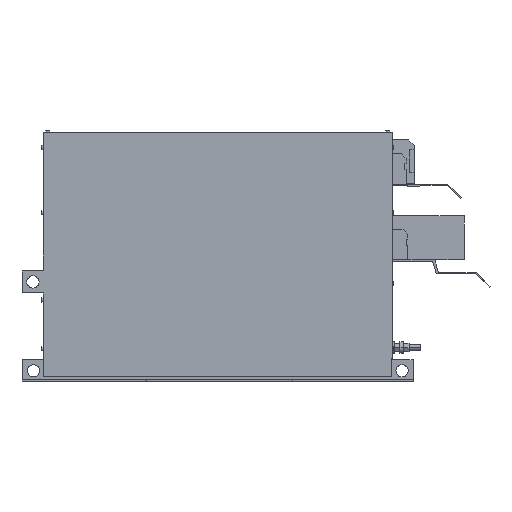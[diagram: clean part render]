
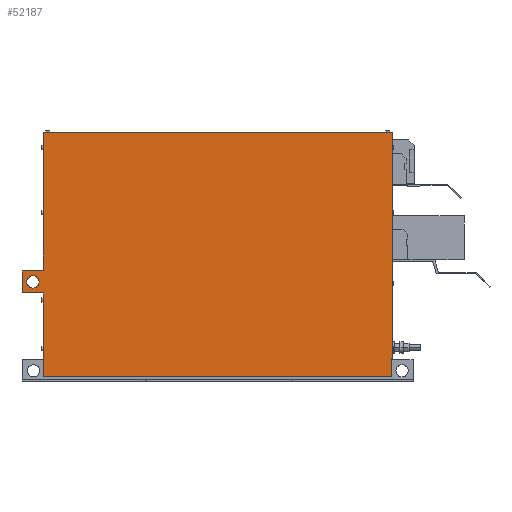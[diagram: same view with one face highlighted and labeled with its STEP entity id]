
A CAD part, front view. The second image highlights one B-rep face of the part: STEP entity #52187.
In plain terms, the highlighted planar face has unit normal (0, -1, 0).
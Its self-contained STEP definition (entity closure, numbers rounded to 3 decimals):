
#1154=DIRECTION('',(0.,0.,1.));
#1155=VECTOR('',#1154,278.1);
#1156=CARTESIAN_POINT('',(42.5,24.,227.9));
#1157=LINE('',#1156,#1155);
#1180=DIRECTION('',(0.,0.,1.));
#1181=VECTOR('',#1180,131.4);
#1182=CARTESIAN_POINT('',(42.5,24.,46.5));
#1183=LINE('',#1182,#1181);
#10993=DIRECTION('',(0.,0.,-1.));
#10994=VECTOR('',#10993,463.);
#10995=CARTESIAN_POINT('',(757.5,24.,509.));
#10996=LINE('',#10995,#10994);
#14339=CARTESIAN_POINT('',(21.6,24.,203.6));
#14340=DIRECTION('',(0.,1.,0.));
#14341=DIRECTION('',(0.,0.,1.));
#14342=AXIS2_PLACEMENT_3D('',#14339,#14340,#14341);
#14344=CARTESIAN_POINT('',(21.6,24.,203.6));
#14345=DIRECTION('',(0.,1.,0.));
#14346=DIRECTION('',(0.,0.,-1.));
#14347=AXIS2_PLACEMENT_3D('',#14344,#14345,#14346);
#14349=DIRECTION('',(1.,0.,0.));
#14350=VECTOR('',#14349,714.);
#14351=CARTESIAN_POINT('',(43.5,24.,509.));
#14352=LINE('',#14351,#14350);
#14353=DIRECTION('',(0.,0.,1.));
#14354=VECTOR('',#14353,36.2);
#14355=CARTESIAN_POINT('',(756.5,24.,9.8));
#14356=LINE('',#14355,#14354);
#14357=DIRECTION('',(1.,0.,0.));
#14358=VECTOR('',#14357,713.);
#14359=CARTESIAN_POINT('',(43.5,24.,9.8));
#14360=LINE('',#14359,#14358);
#14361=DIRECTION('',(0.,0.,-1.));
#14362=VECTOR('',#14361,36.7);
#14363=CARTESIAN_POINT('',(43.5,24.,46.5));
#14364=LINE('',#14363,#14362);
#14365=DIRECTION('',(1.,0.,0.));
#14366=VECTOR('',#14365,1.);
#14367=CARTESIAN_POINT('',(42.5,24.,46.5));
#14368=LINE('',#14367,#14366);
#14369=DIRECTION('',(0.,0.,-1.));
#14370=VECTOR('',#14369,3.2);
#14371=CARTESIAN_POINT('',(43.5,24.,181.1));
#14372=LINE('',#14371,#14370);
#14373=DIRECTION('',(1.,0.,0.));
#14374=VECTOR('',#14373,44.4);
#14375=CARTESIAN_POINT('',(-0.9,24.,181.1));
#14376=LINE('',#14375,#14374);
#14377=DIRECTION('',(0.,0.,-1.));
#14378=VECTOR('',#14377,45.);
#14379=CARTESIAN_POINT('',(-0.9,24.,226.1));
#14380=LINE('',#14379,#14378);
#14381=DIRECTION('',(-1.,0.,0.));
#14382=VECTOR('',#14381,44.4);
#14383=CARTESIAN_POINT('',(43.5,24.,226.1));
#14384=LINE('',#14383,#14382);
#14385=DIRECTION('',(0.,0.,-1.));
#14386=VECTOR('',#14385,1.8);
#14387=CARTESIAN_POINT('',(43.5,24.,227.9));
#14388=LINE('',#14387,#14386);
#14389=DIRECTION('',(1.,0.,0.));
#14390=VECTOR('',#14389,1.);
#14391=CARTESIAN_POINT('',(42.5,24.,227.9));
#14392=LINE('',#14391,#14390);
#14393=DIRECTION('',(0.,0.,-1.));
#14394=VECTOR('',#14393,3.);
#14395=CARTESIAN_POINT('',(43.5,24.,509.));
#14396=LINE('',#14395,#14394);
#14401=DIRECTION('',(-1.,0.,0.));
#14402=VECTOR('',#14401,1.);
#14403=CARTESIAN_POINT('',(757.5,24.,46.));
#14404=LINE('',#14403,#14402);
#15171=DIRECTION('',(1.,0.,0.));
#15172=VECTOR('',#15171,1.);
#15173=CARTESIAN_POINT('',(42.5,24.,177.9));
#15174=LINE('',#15173,#15172);
#15203=DIRECTION('',(1.,0.,0.));
#15204=VECTOR('',#15203,1.);
#15205=CARTESIAN_POINT('',(42.5,24.,506.));
#15206=LINE('',#15205,#15204);
#28837=CARTESIAN_POINT('',(43.5,24.,226.1));
#28838=CARTESIAN_POINT('',(-0.9,24.,226.1));
#28839=VERTEX_POINT('',#28837);
#28840=VERTEX_POINT('',#28838);
#28841=CARTESIAN_POINT('',(-0.9,24.,181.1));
#28842=VERTEX_POINT('',#28841);
#28843=CARTESIAN_POINT('',(43.5,24.,181.1));
#28844=VERTEX_POINT('',#28843);
#28845=CARTESIAN_POINT('',(43.5,24.,9.8));
#28846=CARTESIAN_POINT('',(756.5,24.,9.8));
#28847=VERTEX_POINT('',#28845);
#28848=VERTEX_POINT('',#28846);
#28849=CARTESIAN_POINT('',(21.6,24.,216.1));
#28850=CARTESIAN_POINT('',(21.6,24.,191.1));
#28851=VERTEX_POINT('',#28849);
#28852=VERTEX_POINT('',#28850);
#28865=CARTESIAN_POINT('',(43.5,24.,509.));
#28867=VERTEX_POINT('',#28865);
#29925=CARTESIAN_POINT('',(42.5,24.,46.5));
#29926=VERTEX_POINT('',#29925);
#29927=CARTESIAN_POINT('',(42.5,24.,177.9));
#29928=VERTEX_POINT('',#29927);
#29937=CARTESIAN_POINT('',(42.5,24.,227.9));
#29938=VERTEX_POINT('',#29937);
#29939=CARTESIAN_POINT('',(42.5,24.,506.));
#29940=VERTEX_POINT('',#29939);
#32059=CARTESIAN_POINT('',(43.5,24.,227.9));
#32060=VERTEX_POINT('',#32059);
#32061=CARTESIAN_POINT('',(43.5,24.,506.));
#32062=VERTEX_POINT('',#32061);
#32065=CARTESIAN_POINT('',(43.5,24.,46.5));
#32066=VERTEX_POINT('',#32065);
#32067=CARTESIAN_POINT('',(43.5,24.,177.9));
#32069=VERTEX_POINT('',#32067);
#33089=CARTESIAN_POINT('',(757.5,24.,509.));
#33090=CARTESIAN_POINT('',(757.5,24.,46.));
#33091=VERTEX_POINT('',#33089);
#33092=VERTEX_POINT('',#33090);
#33393=CARTESIAN_POINT('',(756.5,24.,46.));
#33394=VERTEX_POINT('',#33393);
#52145=CARTESIAN_POINT('',(0.,24.,0.));
#52146=DIRECTION('',(0.,-1.,0.));
#52147=DIRECTION('',(1.,0.,0.));
#52148=AXIS2_PLACEMENT_3D('',#52145,#52146,#52147);
#52149=PLANE('',#52148);
#52150=ORIENTED_EDGE('',*,*,#51941,.T.);
#52151=ORIENTED_EDGE('',*,*,#47290,.T.);
#52153=ORIENTED_EDGE('',*,*,#52152,.T.);
#52155=ORIENTED_EDGE('',*,*,#52154,.F.);
#52157=ORIENTED_EDGE('',*,*,#52156,.F.);
#52159=ORIENTED_EDGE('',*,*,#52158,.F.);
#52161=ORIENTED_EDGE('',*,*,#52160,.F.);
#52162=ORIENTED_EDGE('',*,*,#34122,.T.);
#52164=ORIENTED_EDGE('',*,*,#52163,.T.);
#52166=ORIENTED_EDGE('',*,*,#52165,.F.);
#52168=ORIENTED_EDGE('',*,*,#52167,.F.);
#52170=ORIENTED_EDGE('',*,*,#52169,.F.);
#52172=ORIENTED_EDGE('',*,*,#52171,.F.);
#52173=ORIENTED_EDGE('',*,*,#51974,.F.);
#52175=ORIENTED_EDGE('',*,*,#52174,.F.);
#52176=ORIENTED_EDGE('',*,*,#34110,.T.);
#52178=ORIENTED_EDGE('',*,*,#52177,.T.);
#52179=ORIENTED_EDGE('',*,*,#51992,.F.);
#52180=EDGE_LOOP('',(#52150,#52151,#52153,#52155,#52157,#52159,#52161,#52162,
#52164,#52166,#52168,#52170,#52172,#52173,#52175,#52176,#52178,#52179));
#52181=FACE_OUTER_BOUND('',#52180,.F.);
#52182=ORIENTED_EDGE('',*,*,#52135,.F.);
#52184=ORIENTED_EDGE('',*,*,#52183,.F.);
#52185=EDGE_LOOP('',(#52182,#52184));
#52186=FACE_BOUND('',#52185,.F.);
#52187=ADVANCED_FACE('',(#52181,#52186),#52149,.T.);
#14343=CIRCLE('',#14342,12.5);
#14348=CIRCLE('',#14347,12.5);
#34110=EDGE_CURVE('',#29938,#29940,#1157,.T.);
#34122=EDGE_CURVE('',#29926,#29928,#1183,.T.);
#47290=EDGE_CURVE('',#33091,#33092,#10996,.T.);
#51941=EDGE_CURVE('',#28867,#33091,#14352,.T.);
#51974=EDGE_CURVE('',#32060,#28839,#14388,.T.);
#51992=EDGE_CURVE('',#28867,#32062,#14396,.T.);
#52135=EDGE_CURVE('',#28851,#28852,#14343,.T.);
#52152=EDGE_CURVE('',#33092,#33394,#14404,.T.);
#52154=EDGE_CURVE('',#28848,#33394,#14356,.T.);
#52156=EDGE_CURVE('',#28847,#28848,#14360,.T.);
#52158=EDGE_CURVE('',#32066,#28847,#14364,.T.);
#52160=EDGE_CURVE('',#29926,#32066,#14368,.T.);
#52163=EDGE_CURVE('',#29928,#32069,#15174,.T.);
#52165=EDGE_CURVE('',#28844,#32069,#14372,.T.);
#52167=EDGE_CURVE('',#28842,#28844,#14376,.T.);
#52169=EDGE_CURVE('',#28840,#28842,#14380,.T.);
#52171=EDGE_CURVE('',#28839,#28840,#14384,.T.);
#52174=EDGE_CURVE('',#29938,#32060,#14392,.T.);
#52177=EDGE_CURVE('',#29940,#32062,#15206,.T.);
#52183=EDGE_CURVE('',#28852,#28851,#14348,.T.);
